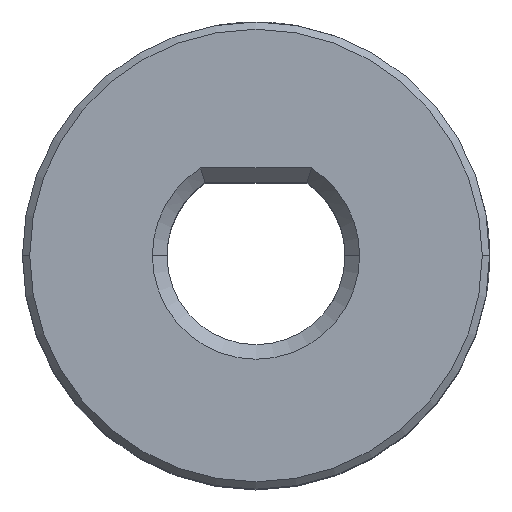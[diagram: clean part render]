
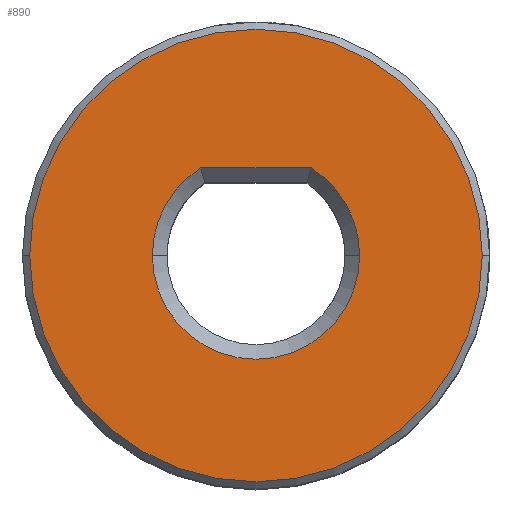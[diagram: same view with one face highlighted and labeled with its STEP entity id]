
A CAD part, top view. The second image highlights one B-rep face of the part: STEP entity #890.
In plain terms, the highlighted planar face has unit normal (0, 0, 1).
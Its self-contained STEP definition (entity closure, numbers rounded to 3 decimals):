
#42 = DIRECTION ( 'NONE',  ( 0., 0., -1. ) ) ;
#116 = ORIENTED_EDGE ( 'NONE', *, *, #4037, .T. ) ;
#118 = VERTEX_POINT ( 'NONE', #2726 ) ;
#191 = CARTESIAN_POINT ( 'NONE',  ( 1.898, 3., 16. ) ) ;
#287 = CARTESIAN_POINT ( 'NONE',  ( -7.75, 0., 16. ) ) ;
#524 = AXIS2_PLACEMENT_3D ( 'NONE', #2806, #1743, #3105 ) ;
#564 = ORIENTED_EDGE ( 'NONE', *, *, #718, .T. ) ;
#718 = EDGE_CURVE ( 'NONE', #3202, #2975, #2912, .T. ) ;
#729 = DIRECTION ( 'NONE',  ( 0., 0., 1. ) ) ;
#890 = ADVANCED_FACE ( 'NONE', ( #2522, #1108 ), #3948, .T. ) ;
#1035 = EDGE_CURVE ( 'NONE', #1086, #1882, #2616, .T. ) ;
#1043 = AXIS2_PLACEMENT_3D ( 'NONE', #2639, #2279, #1223 ) ;
#1086 = VERTEX_POINT ( 'NONE', #287 ) ;
#1088 = CARTESIAN_POINT ( 'NONE',  ( 3.55, 0., 16. ) ) ;
#1108 = FACE_OUTER_BOUND ( 'NONE', #4481, .T. ) ;
#1143 = CIRCLE ( 'NONE', #3769, 7.75 ) ;
#1223 = DIRECTION ( 'NONE',  ( 1., 0., 0. ) ) ;
#1325 = EDGE_CURVE ( 'NONE', #118, #3202, #3944, .T. ) ;
#1455 = DIRECTION ( 'NONE',  ( 1., 0., 0. ) ) ;
#1479 = CARTESIAN_POINT ( 'NONE',  ( 7.75, 0., 16. ) ) ;
#1704 = CARTESIAN_POINT ( 'NONE',  ( 0., 0., 16. ) ) ;
#1743 = DIRECTION ( 'NONE',  ( 0., 0., -1. ) ) ;
#1819 = ORIENTED_EDGE ( 'NONE', *, *, #1926, .T. ) ;
#1849 = DIRECTION ( 'NONE',  ( 1., 0., 0. ) ) ;
#1882 = VERTEX_POINT ( 'NONE', #1479 ) ;
#1902 = AXIS2_PLACEMENT_3D ( 'NONE', #1704, #42, #3584 ) ;
#1926 = EDGE_CURVE ( 'NONE', #2975, #4626, #3970, .T. ) ;
#2279 = DIRECTION ( 'NONE',  ( 0., 0., 1. ) ) ;
#2522 = FACE_BOUND ( 'NONE', #3806, .T. ) ;
#2616 = CIRCLE ( 'NONE', #1043, 7.75 ) ;
#2617 = ORIENTED_EDGE ( 'NONE', *, *, #3873, .T. ) ;
#2639 = CARTESIAN_POINT ( 'NONE',  ( 0., 0., 16. ) ) ;
#2716 = ORIENTED_EDGE ( 'NONE', *, *, #1035, .T. ) ;
#2726 = CARTESIAN_POINT ( 'NONE',  ( -1.898, 3., 16. ) ) ;
#2806 = CARTESIAN_POINT ( 'NONE',  ( 0., 0., 16. ) ) ;
#2912 = CIRCLE ( 'NONE', #524, 3.55 ) ;
#2975 = VERTEX_POINT ( 'NONE', #1088 ) ;
#3015 = DIRECTION ( 'NONE',  ( 0., 0., 1. ) ) ;
#3105 = DIRECTION ( 'NONE',  ( 1., 0., 0. ) ) ;
#3186 = CARTESIAN_POINT ( 'NONE',  ( 1.747, 3., 16. ) ) ;
#3202 = VERTEX_POINT ( 'NONE', #191 ) ;
#3414 = CARTESIAN_POINT ( 'NONE',  ( 0., 0., 16. ) ) ;
#3506 = AXIS2_PLACEMENT_3D ( 'NONE', #3612, #729, #3589 ) ;
#3584 = DIRECTION ( 'NONE',  ( 1., 0., 0. ) ) ;
#3589 = DIRECTION ( 'NONE',  ( 1., 0., 0. ) ) ;
#3612 = CARTESIAN_POINT ( 'NONE',  ( 0., 0., 16. ) ) ;
#3734 = VECTOR ( 'NONE', #1455, 1000. ) ;
#3769 = AXIS2_PLACEMENT_3D ( 'NONE', #3414, #3015, #3843 ) ;
#3806 = EDGE_LOOP ( 'NONE', ( #4435, #564, #1819, #116 ) ) ;
#3829 = AXIS2_PLACEMENT_3D ( 'NONE', #3999, #4296, #1849 ) ;
#3843 = DIRECTION ( 'NONE',  ( 1., 0., 0. ) ) ;
#3873 = EDGE_CURVE ( 'NONE', #1882, #1086, #1143, .T. ) ;
#3944 = LINE ( 'NONE', #3186, #3734 ) ;
#3948 = PLANE ( 'NONE',  #3506 ) ;
#3970 = CIRCLE ( 'NONE', #3829, 3.55 ) ;
#3999 = CARTESIAN_POINT ( 'NONE',  ( 0., 0., 16. ) ) ;
#4037 = EDGE_CURVE ( 'NONE', #4626, #118, #4158, .T. ) ;
#4158 = CIRCLE ( 'NONE', #1902, 3.55 ) ;
#4296 = DIRECTION ( 'NONE',  ( 0., 0., -1. ) ) ;
#4354 = CARTESIAN_POINT ( 'NONE',  ( -3.55, 0., 16. ) ) ;
#4435 = ORIENTED_EDGE ( 'NONE', *, *, #1325, .T. ) ;
#4481 = EDGE_LOOP ( 'NONE', ( #2716, #2617 ) ) ;
#4626 = VERTEX_POINT ( 'NONE', #4354 ) ;
